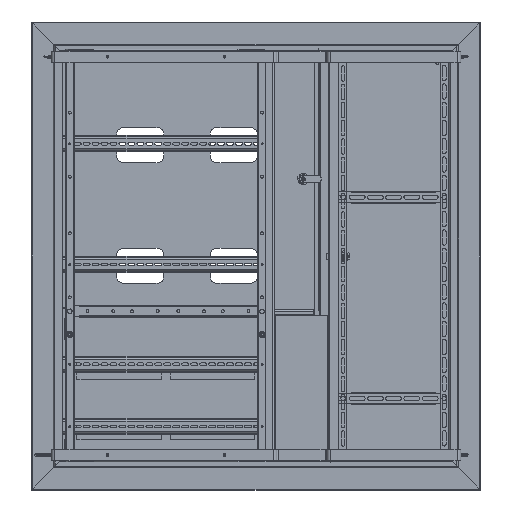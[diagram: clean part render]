
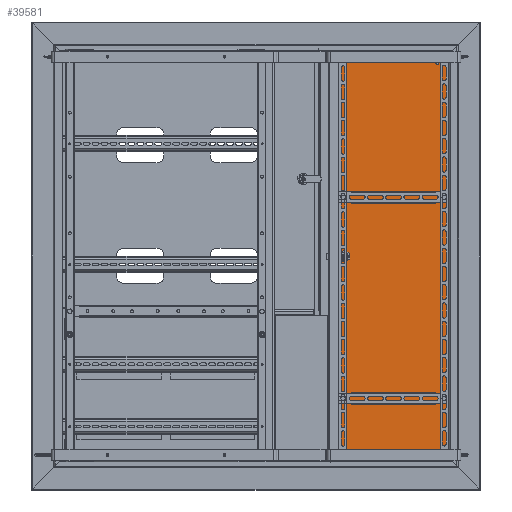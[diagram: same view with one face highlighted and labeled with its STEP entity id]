
A CAD part, left-side view. The second image highlights one B-rep face of the part: STEP entity #39581.
In plain terms, the highlighted face is planar.
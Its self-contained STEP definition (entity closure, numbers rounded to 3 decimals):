
#54 = CARTESIAN_POINT ( 'NONE',  ( 132.2, 2.3, -1. ) ) ;
#1471 = DIRECTION ( 'NONE',  ( 0., -1., 0. ) ) ;
#1862 = VERTEX_POINT ( 'NONE', #54 ) ;
#2640 = CARTESIAN_POINT ( 'NONE',  ( -132.2, 2.3, -1. ) ) ;
#2644 = AXIS2_PLACEMENT_3D ( 'NONE', #55674, #10541, #10214 ) ;
#3339 = CIRCLE ( 'NONE', #5377, 9.25 ) ;
#4752 = ORIENTED_EDGE ( 'NONE', *, *, #8231, .F. ) ;
#4754 = DIRECTION ( 'NONE',  ( 0., -1., 0. ) ) ;
#5138 = CARTESIAN_POINT ( 'NONE',  ( 94.5, 35., -1. ) ) ;
#5280 = FACE_BOUND ( 'NONE', #24699, .T. ) ;
#5377 = AXIS2_PLACEMENT_3D ( 'NONE', #59743, #43918, #20187 ) ;
#6656 = VECTOR ( 'NONE', #4754, 1000. ) ;
#7379 = CARTESIAN_POINT ( 'NONE',  ( -113., 451.149, -1. ) ) ;
#8231 = EDGE_CURVE ( 'NONE', #46904, #53035, #9159, .T. ) ;
#8303 = DIRECTION ( 'NONE',  ( 0., 1., 0. ) ) ;
#8323 = ORIENTED_EDGE ( 'NONE', *, *, #38604, .T. ) ;
#8563 = AXIS2_PLACEMENT_3D ( 'NONE', #10901, #41796, #31233 ) ;
#8668 = VERTEX_POINT ( 'NONE', #20844 ) ;
#9159 = CIRCLE ( 'NONE', #45957, 0.5 ) ;
#9276 = EDGE_CURVE ( 'NONE', #58168, #14070, #42595, .T. ) ;
#10214 = DIRECTION ( 'NONE',  ( -1., 0., 0. ) ) ;
#10541 = DIRECTION ( 'NONE',  ( 0., 0., -1. ) ) ;
#10828 = VERTEX_POINT ( 'NONE', #48889 ) ;
#10901 = CARTESIAN_POINT ( 'NONE',  ( 0., 0., -1. ) ) ;
#11627 = EDGE_CURVE ( 'NONE', #8668, #58942, #16036, .T. ) ;
#11788 = ORIENTED_EDGE ( 'NONE', *, *, #17742, .F. ) ;
#12478 = DIRECTION ( 'NONE',  ( 0., 1., 0. ) ) ;
#12593 = VERTEX_POINT ( 'NONE', #2640 ) ;
#13436 = CARTESIAN_POINT ( 'NONE',  ( -96., 451.149, -1. ) ) ;
#13954 = LINE ( 'NONE', #18887, #28966 ) ;
#14070 = VERTEX_POINT ( 'NONE', #38581 ) ;
#15756 = VECTOR ( 'NONE', #60206, 1000. ) ;
#16036 = LINE ( 'NONE', #36078, #15756 ) ;
#16154 = FACE_BOUND ( 'NONE', #18744, .T. ) ;
#17742 = EDGE_CURVE ( 'NONE', #53035, #46904, #48921, .T. ) ;
#18463 = CARTESIAN_POINT ( 'NONE',  ( 95., 35., -1. ) ) ;
#18676 = VECTOR ( 'NONE', #1471, 1000. ) ;
#18744 = EDGE_LOOP ( 'NONE', ( #47157, #8323, #62074, #56063 ) ) ;
#18887 = CARTESIAN_POINT ( 'NONE',  ( -132.2, 2.3, -1. ) ) ;
#18913 = EDGE_CURVE ( 'NONE', #12593, #1862, #13954, .T. ) ;
#19598 = DIRECTION ( 'NONE',  ( 0., 0., 1. ) ) ;
#20187 = DIRECTION ( 'NONE',  ( 1., 0., 0. ) ) ;
#20844 = CARTESIAN_POINT ( 'NONE',  ( 132.2, 892.7, -1. ) ) ;
#21261 = DIRECTION ( 'NONE',  ( -1., 0., 0. ) ) ;
#24699 = EDGE_LOOP ( 'NONE', ( #4752, #11788 ) ) ;
#26675 = VERTEX_POINT ( 'NONE', #57407 ) ;
#27313 = CARTESIAN_POINT ( 'NONE',  ( 94., 35., -1. ) ) ;
#27317 = CIRCLE ( 'NONE', #58964, 9.25 ) ;
#28966 = VECTOR ( 'NONE', #60065, 1000. ) ;
#29139 = ORIENTED_EDGE ( 'NONE', *, *, #11627, .F. ) ;
#29593 = VECTOR ( 'NONE', #8303, 1000. ) ;
#31233 = DIRECTION ( 'NONE',  ( 1., 0., 0. ) ) ;
#33630 = CARTESIAN_POINT ( 'NONE',  ( -113., 451.149, -1. ) ) ;
#34118 = EDGE_LOOP ( 'NONE', ( #54398, #35948, #48274, #29139 ) ) ;
#35948 = ORIENTED_EDGE ( 'NONE', *, *, #18913, .F. ) ;
#36078 = CARTESIAN_POINT ( 'NONE',  ( 134.5, 892.7, -1. ) ) ;
#38581 = CARTESIAN_POINT ( 'NONE',  ( -113., 443.851, -1. ) ) ;
#38604 = EDGE_CURVE ( 'NONE', #14070, #10828, #27317, .T. ) ;
#39581 = ADVANCED_FACE ( 'NONE', ( #5280, #16154, #42125 ), #60961, .F. ) ;
#41796 = DIRECTION ( 'NONE',  ( 0., 0., 1. ) ) ;
#41853 = EDGE_CURVE ( 'NONE', #26675, #58168, #3339, .T. ) ;
#42125 = FACE_OUTER_BOUND ( 'NONE', #34118, .T. ) ;
#42258 = EDGE_CURVE ( 'NONE', #1862, #8668, #58373, .T. ) ;
#42595 = LINE ( 'NONE', #7379, #18676 ) ;
#43918 = DIRECTION ( 'NONE',  ( 0., 0., 1. ) ) ;
#45294 = DIRECTION ( 'NONE',  ( 1., 0., 0. ) ) ;
#45957 = AXIS2_PLACEMENT_3D ( 'NONE', #5138, #60179, #21261 ) ;
#46904 = VERTEX_POINT ( 'NONE', #27313 ) ;
#47157 = ORIENTED_EDGE ( 'NONE', *, *, #9276, .T. ) ;
#48274 = ORIENTED_EDGE ( 'NONE', *, *, #56640, .F. ) ;
#48889 = CARTESIAN_POINT ( 'NONE',  ( -96., 443.851, -1. ) ) ;
#48921 = CIRCLE ( 'NONE', #2644, 0.5 ) ;
#52592 = CARTESIAN_POINT ( 'NONE',  ( -132.2, 892.7, -1. ) ) ;
#53035 = VERTEX_POINT ( 'NONE', #18463 ) ;
#53439 = CARTESIAN_POINT ( 'NONE',  ( 132.2, 2.3, -1. ) ) ;
#53514 = EDGE_CURVE ( 'NONE', #10828, #26675, #58569, .T. ) ;
#53737 = VECTOR ( 'NONE', #12478, 1000. ) ;
#54398 = ORIENTED_EDGE ( 'NONE', *, *, #42258, .F. ) ;
#55674 = CARTESIAN_POINT ( 'NONE',  ( 94.5, 35., -1. ) ) ;
#56063 = ORIENTED_EDGE ( 'NONE', *, *, #41853, .T. ) ;
#56640 = EDGE_CURVE ( 'NONE', #58942, #12593, #60110, .T. ) ;
#57407 = CARTESIAN_POINT ( 'NONE',  ( -96., 451.149, -1. ) ) ;
#58168 = VERTEX_POINT ( 'NONE', #33630 ) ;
#58373 = LINE ( 'NONE', #53439, #29593 ) ;
#58569 = LINE ( 'NONE', #13436, #53737 ) ;
#58942 = VERTEX_POINT ( 'NONE', #52592 ) ;
#58964 = AXIS2_PLACEMENT_3D ( 'NONE', #61124, #19598, #45294 ) ;
#59743 = CARTESIAN_POINT ( 'NONE',  ( -104.5, 447.5, -1. ) ) ;
#60065 = DIRECTION ( 'NONE',  ( 1., 0., 0. ) ) ;
#60110 = LINE ( 'NONE', #65073, #6656 ) ;
#60179 = DIRECTION ( 'NONE',  ( 0., 0., -1. ) ) ;
#60206 = DIRECTION ( 'NONE',  ( -1., 0., 0. ) ) ;
#60961 = PLANE ( 'NONE',  #8563 ) ;
#61124 = CARTESIAN_POINT ( 'NONE',  ( -104.5, 447.5, -1. ) ) ;
#62074 = ORIENTED_EDGE ( 'NONE', *, *, #53514, .T. ) ;
#65073 = CARTESIAN_POINT ( 'NONE',  ( -132.2, 895., -1. ) ) ;
